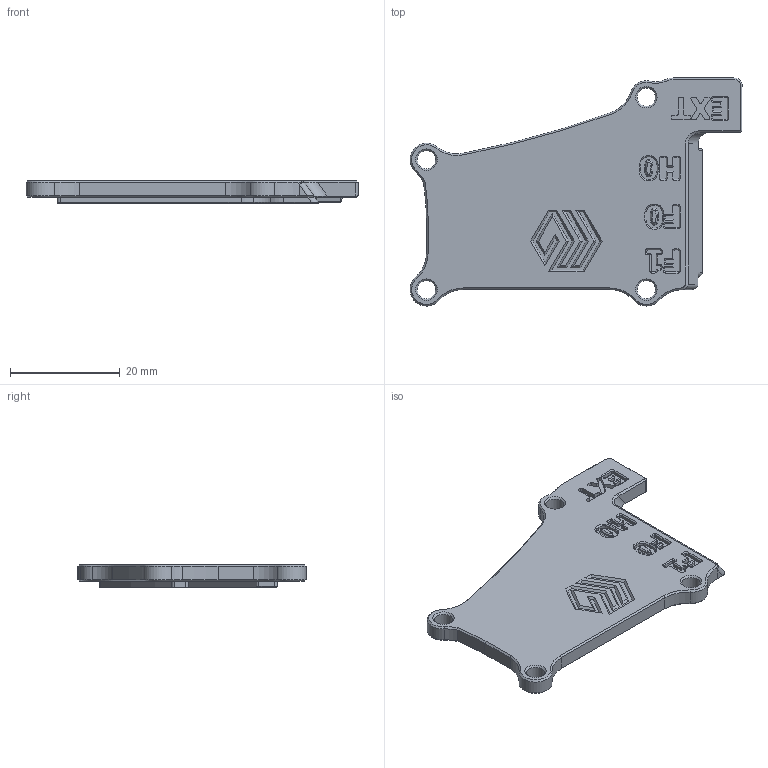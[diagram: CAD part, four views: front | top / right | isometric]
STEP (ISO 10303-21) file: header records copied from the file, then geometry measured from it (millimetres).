
FILE_DESCRIPTION(/* description */ (''),/* implementation_level */ '2;1');
FILE_NAME(/* name */ 'Extruder Cable Body LID 1-19-16-RT.stp',/* time_stamp */ '2016-03-03T09:15:32-08:00',/* author */ ('riley'),/* organization */ (''),/* preprocessor_version */ 'ST-DEVELOPER v16.1',/* originating_system */ 'Autodesk Inventor 2016',/* authorisation */ '');
FILE_SCHEMA (('AUTOMOTIVE_DESIGN { 1 0 10303 214 3 1 1 }'));
Length unit declared in the file: millimetre
Products named in the file (1): Extruder Cable Body LID 1-19-16-RT
Bounding box: 60.4 x 41.51 x 4.1 mm (x, y, z)
Volume: 4906.8 mm3; surface area: 4229.3 mm2
Topology: 1 solids, 1 shells, 543 faces, 1352 edges, 808 vertices
Faces by surface type: plane 224, cylinder 123, cone 107, bspline 89
Full cylindrical faces by diameter (mm): 3.3 x4
Entity records: 17892 total; most frequent: CARTESIAN_POINT 5531, ORIENTED_EDGE 2638, DIRECTION 2401, EDGE_CURVE 1319, LINE 825, VECTOR 825, VERTEX_POINT 804, AXIS2_PLACEMENT_3D 788
